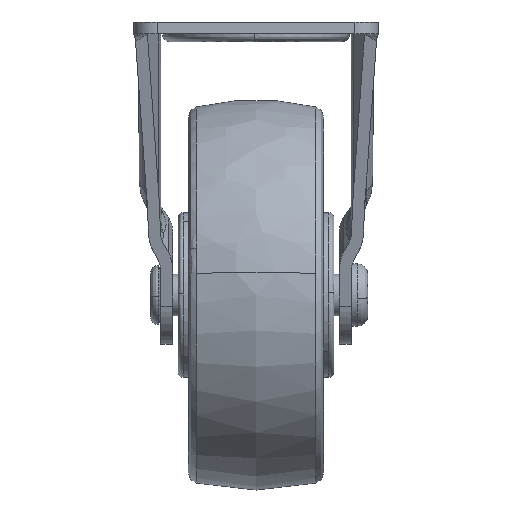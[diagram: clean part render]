
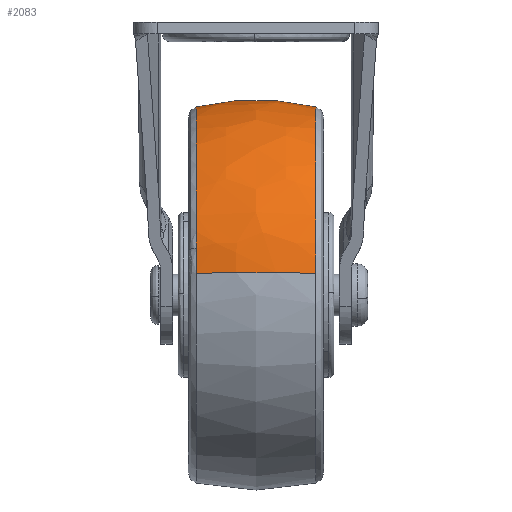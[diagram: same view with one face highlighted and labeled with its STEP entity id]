
A CAD part, left-side view. The second image highlights one B-rep face of the part: STEP entity #2083.
In plain terms, the highlighted free-form (B-spline) face has degree [2, 2] with [5, 3] control points.
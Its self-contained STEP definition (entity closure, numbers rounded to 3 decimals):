
#1360=CARTESIAN_POINT('',(0.0,-11.458,36.169));
#1361=VERTEX_POINT('',#1360);
#1378=CARTESIAN_POINT('',(-35.927,-11.458,4.176));
#1379=VERTEX_POINT('',#1378);
#1380=CARTESIAN_POINT('',(0.0,-11.458,36.169));
#1381=CARTESIAN_POINT('',(-2.673,-11.458,36.17));
#1382=CARTESIAN_POINT('',(-6.373,-11.458,35.757));
#1383=CARTESIAN_POINT('',(-11.338,-11.458,34.413));
#1384=CARTESIAN_POINT('',(-15.312,-11.458,32.888));
#1385=CARTESIAN_POINT('',(-19.472,-11.458,30.614));
#1386=CARTESIAN_POINT('',(-23.669,-11.458,27.512));
#1387=CARTESIAN_POINT('',(-26.996,-11.458,24.229));
#1388=CARTESIAN_POINT('',(-29.735,-11.458,20.709));
#1389=CARTESIAN_POINT('',(-31.946,-11.458,17.154));
#1390=CARTESIAN_POINT('',(-33.852,-11.458,13.041));
#1391=CARTESIAN_POINT('',(-35.234,-11.458,8.58));
#1392=CARTESIAN_POINT('',(-35.761,-11.458,5.606));
#1393=CARTESIAN_POINT('',(-35.927,-11.458,4.176));
#1394=B_SPLINE_CURVE_WITH_KNOTS('',3,(#1380,#1381,#1382,#1383,#1384,#1385,#1386,#1387,#1388,#1389,#1390,#1391,#1392,#1393),.UNSPECIFIED.,.F.,.U.,(4,1,1,1,1,1,1,1,1,1,1,4),(0.,8.018,11.101,15.419,20.764,25.287,31.043,34.743,38.65,43.584,48.312,52.629),.UNSPECIFIED.);
#1395=EDGE_CURVE('',#1361,#1379,#1394,.T.);
#1802=CARTESIAN_POINT('',(-35.033,11.458,8.995));
#1803=VERTEX_POINT('',#1802);
#1814=CARTESIAN_POINT('',(0.0,11.458,36.169));
#1815=VERTEX_POINT('',#1814);
#1816=CARTESIAN_POINT('',(0.0,11.458,36.169));
#1817=CARTESIAN_POINT('',(-1.678,11.458,36.169));
#1818=CARTESIAN_POINT('',(-5.033,11.458,35.935));
#1819=CARTESIAN_POINT('',(-9.726,11.458,34.942));
#1820=CARTESIAN_POINT('',(-14.483,11.458,33.271));
#1821=CARTESIAN_POINT('',(-19.081,11.458,30.897));
#1822=CARTESIAN_POINT('',(-23.759,11.458,27.476));
#1823=CARTESIAN_POINT('',(-28.187,11.458,22.997));
#1824=CARTESIAN_POINT('',(-31.648,11.458,17.873));
#1825=CARTESIAN_POINT('',(-33.852,11.458,12.99));
#1826=CARTESIAN_POINT('',(-34.724,11.458,10.199));
#1827=CARTESIAN_POINT('',(-35.033,11.458,8.995));
#1828=B_SPLINE_CURVE_WITH_KNOTS('',3,(#1816,#1817,#1818,#1819,#1820,#1821,#1822,#1823,#1824,#1825,#1826,#1827),.UNSPECIFIED.,.F.,.U.,(4,1,1,1,1,1,1,1,1,4),(0.,5.033,10.067,14.355,20.134,25.54,31.692,38.962,43.996,47.724),.UNSPECIFIED.);
#1829=EDGE_CURVE('',#1815,#1803,#1828,.T.);
#1923=CARTESIAN_POINT('',(-35.927,11.458,4.176));
#1924=VERTEX_POINT('',#1923);
#1942=CARTESIAN_POINT('',(-35.033,11.458,8.995));
#1943=CARTESIAN_POINT('',(-35.44,11.458,7.411));
#1944=CARTESIAN_POINT('',(-35.739,11.458,5.8));
#1945=CARTESIAN_POINT('',(-35.927,11.458,4.176));
#1946=B_SPLINE_CURVE_WITH_KNOTS('',3,(#1942,#1943,#1944,#1945),.UNSPECIFIED.,.F.,.U.,(4,4),(0.,4.905),.UNSPECIFIED.);
#1947=EDGE_CURVE('',#1803,#1924,#1946,.T.);
#2025=CARTESIAN_POINT('',(-35.927,-11.458,4.176));
#2026=CARTESIAN_POINT('',(-36.311,-9.817,4.221));
#2027=CARTESIAN_POINT('',(-37.021,-5.903,4.303));
#2028=CARTESIAN_POINT('',(-37.375,-0.12,4.344));
#2029=CARTESIAN_POINT('',(-37.007,5.899,4.302));
#2030=CARTESIAN_POINT('',(-36.366,9.583,4.227));
#2031=CARTESIAN_POINT('',(-35.927,11.458,4.176));
#2032=B_SPLINE_CURVE_WITH_KNOTS('',3,(#2025,#2026,#2027,#2028,#2029,#2030,#2031),.UNSPECIFIED.,.F.,.U.,(4,1,1,1,4),(0.,5.058,11.922,17.342,23.122),.UNSPECIFIED.);
#2033=EDGE_CURVE('',#1379,#1924,#2032,.T.);
#2038=CARTESIAN_POINT('',(0.0,-11.458,36.169));
#2039=CARTESIAN_POINT('',(0.0,-8.762,36.804));
#2040=CARTESIAN_POINT('',(0.0,-4.34,37.464));
#2041=CARTESIAN_POINT('',(0.0,3.377,37.575));
#2042=CARTESIAN_POINT('',(0.0,8.293,36.915));
#2043=CARTESIAN_POINT('',(0.0,11.458,36.169));
#2044=B_SPLINE_CURVE_WITH_KNOTS('',3,(#2038,#2039,#2040,#2041,#2042,#2043),.UNSPECIFIED.,.F.,.U.,(4,1,1,4),(0.,8.31,13.368,23.122),.UNSPECIFIED.);
#2045=EDGE_CURVE('',#1361,#1815,#2044,.T.);
#2053=CARTESIAN_POINT('',(0.0,-12.616,35.882));
#2054=CARTESIAN_POINT('',(0.0,-6.412,37.5));
#2055=CARTESIAN_POINT('',(0.0,0.,37.5));
#2056=CARTESIAN_POINT('',(0.0,6.412,37.5));
#2057=CARTESIAN_POINT('',(0.0,12.616,35.882));
#2058=CARTESIAN_POINT('',(-31.953,-12.616,35.882));
#2059=CARTESIAN_POINT('',(-33.393,-6.412,37.5));
#2060=CARTESIAN_POINT('',(-33.393,0.,37.5));
#2061=CARTESIAN_POINT('',(-33.393,6.412,37.5));
#2062=CARTESIAN_POINT('',(-31.953,12.616,35.882));
#2063=CARTESIAN_POINT('',(-35.642,-12.616,4.143));
#2064=CARTESIAN_POINT('',(-37.249,-6.412,4.33));
#2065=CARTESIAN_POINT('',(-37.249,0.,4.33));
#2066=CARTESIAN_POINT('',(-37.249,6.412,4.33));
#2067=CARTESIAN_POINT('',(-35.642,12.616,4.143));
#2075=(BOUNDED_SURFACE()B_SPLINE_SURFACE(2,2,((#2053,#2058,#2063),(#2054,#2059,#2064),(#2055,#2060,#2065),(#2056,#2061,#2066),(#2057,#2062,#2067)),.UNSPECIFIED.,.F.,.F.,.U.)B_SPLINE_SURFACE_WITH_KNOTS((3,2,3),(3,3),(0.0,13.17,26.339),(0.0,57.099),.UNSPECIFIED.)GEOMETRIC_REPRESENTATION_ITEM()RATIONAL_B_SPLINE_SURFACE(((0.933,0.681,0.893),(0.958,0.7,0.917),(1.0,0.731,0.957),(0.958,0.7,0.917),(0.933,0.681,0.893)))REPRESENTATION_ITEM('')SURFACE());
#2076=ORIENTED_EDGE('',*,*,#1395,.F.);
#2077=ORIENTED_EDGE('',*,*,#2045,.T.);
#2078=ORIENTED_EDGE('',*,*,#1829,.T.);
#2079=ORIENTED_EDGE('',*,*,#1947,.T.);
#2080=ORIENTED_EDGE('',*,*,#2033,.F.);
#2081=EDGE_LOOP('',(#2076,#2077,#2078,#2079,#2080));
#2082=FACE_OUTER_BOUND('',#2081,.T.);
#2083=ADVANCED_FACE('',(#2082),#2075,.T.);
